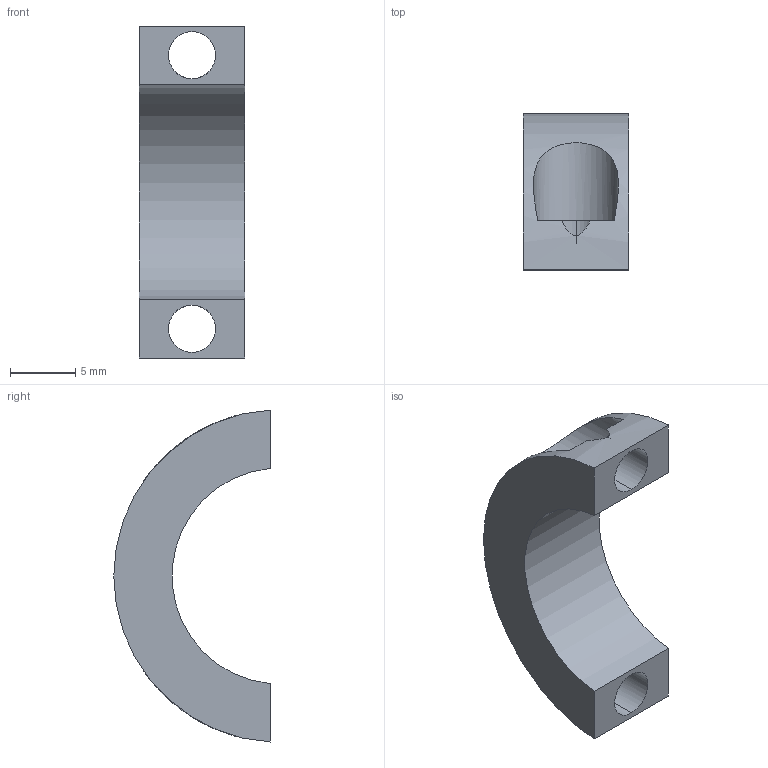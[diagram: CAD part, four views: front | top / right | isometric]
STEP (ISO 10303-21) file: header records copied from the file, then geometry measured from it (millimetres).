
FILE_DESCRIPTION (( 'STEP AP214' ), '1' );
FILE_NAME ('Clamp_GearboxClampingClutch_CNC_4340_Steel.STEP', '2024-05-03T04:23:03', ( '' ), ( '' ), 'SwSTEP 2.0', 'SolidWorks 2022', '' );
FILE_SCHEMA (( 'AUTOMOTIVE_DESIGN' ));
Length unit declared in the file: millimetre
Products named in the file (1): Clamp_GearboxClampingClutch_CNC_4340_Steel
Bounding box: 8.03 x 11.95 x 25.36 mm (x, y, z)
Volume: 876.3 mm3; surface area: 967.8 mm2
Topology: 1 solids, 1 shells, 15 faces, 39 edges, 26 vertices
Faces by surface type: cylinder 9, plane 6
Entity records: 615 total; most frequent: CARTESIAN_POINT 200, DIRECTION 79, ORIENTED_EDGE 78, EDGE_CURVE 39, AXIS2_PLACEMENT_3D 31, VERTEX_POINT 26, EDGE_LOOP 19, VECTOR 17
